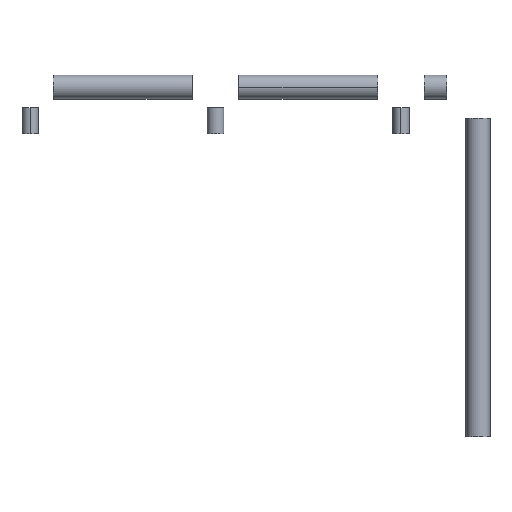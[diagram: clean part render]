
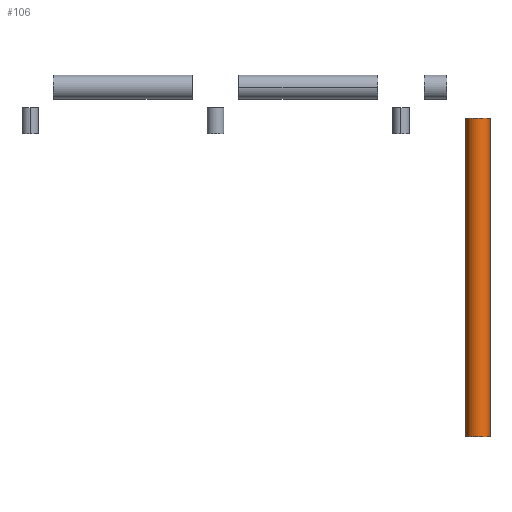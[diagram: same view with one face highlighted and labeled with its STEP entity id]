
A CAD part, top view. The second image highlights one B-rep face of the part: STEP entity #106.
In plain terms, the highlighted cylindrical face has radius 44.45 mm (diameter 88.9 mm), a partial arc.
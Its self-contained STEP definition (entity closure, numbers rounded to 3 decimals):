
#1 = ORIENTED_EDGE ( 'NONE', *, *, #741, .F. ) ;
#16 = VERTEX_POINT ( 'NONE', #550 ) ;
#17 = DIRECTION ( 'NONE',  ( 1., 0., 0. ) ) ;
#28 = VERTEX_POINT ( 'NONE', #1100 ) ;
#36 = EDGE_CURVE ( 'NONE', #871, #1066, #434, .T. ) ;
#106 = ADVANCED_FACE ( 'NONE', ( #1146 ), #1126, .T. ) ;
#114 = CARTESIAN_POINT ( 'NONE',  ( 970., -1293., 0. ) ) ;
#189 = DIRECTION ( 'NONE',  ( 0., 1., 0. ) ) ;
#233 = ORIENTED_EDGE ( 'NONE', *, *, #36, .T. ) ;
#247 = EDGE_CURVE ( 'NONE', #16, #871, #504, .T. ) ;
#291 = CARTESIAN_POINT ( 'NONE',  ( 970., -1293., 0. ) ) ;
#320 = ORIENTED_EDGE ( 'NONE', *, *, #247, .T. ) ;
#380 = CARTESIAN_POINT ( 'NONE',  ( 925.55, -1293., 0. ) ) ;
#407 = EDGE_LOOP ( 'NONE', ( #1, #320, #233, #756 ) ) ;
#417 = DIRECTION ( 'NONE',  ( 0., 1., 0. ) ) ;
#434 = CIRCLE ( 'NONE', #1195, 44.45 ) ;
#487 = VECTOR ( 'NONE', #559, 1000. ) ;
#492 = DIRECTION ( 'NONE',  ( 0., -1., 0. ) ) ;
#504 = LINE ( 'NONE', #689, #1079 ) ;
#537 = EDGE_CURVE ( 'NONE', #28, #1066, #1207, .T. ) ;
#550 = CARTESIAN_POINT ( 'NONE',  ( 1014.45, -1293., 0. ) ) ;
#559 = DIRECTION ( 'NONE',  ( 0., 1., 0. ) ) ;
#629 = DIRECTION ( 'NONE',  ( 0., -1., 0. ) ) ;
#640 = DIRECTION ( 'NONE',  ( 1., 0., 0. ) ) ;
#689 = CARTESIAN_POINT ( 'NONE',  ( 1014.45, -1293., 0. ) ) ;
#715 = AXIS2_PLACEMENT_3D ( 'NONE', #114, #492, #17 ) ;
#741 = EDGE_CURVE ( 'NONE', #16, #28, #1134, .T. ) ;
#756 = ORIENTED_EDGE ( 'NONE', *, *, #537, .F. ) ;
#871 = VERTEX_POINT ( 'NONE', #1188 ) ;
#1024 = CARTESIAN_POINT ( 'NONE',  ( 925.55, -114.5, 0. ) ) ;
#1066 = VERTEX_POINT ( 'NONE', #1024 ) ;
#1079 = VECTOR ( 'NONE', #417, 1000. ) ;
#1094 = CARTESIAN_POINT ( 'NONE',  ( 970., -114.5, 0. ) ) ;
#1100 = CARTESIAN_POINT ( 'NONE',  ( 925.55, -1293., 0. ) ) ;
#1126 = CYLINDRICAL_SURFACE ( 'NONE', #1177, 44.45 ) ;
#1130 = DIRECTION ( 'NONE',  ( -1., 0., 0. ) ) ;
#1134 = CIRCLE ( 'NONE', #715, 44.45 ) ;
#1146 = FACE_OUTER_BOUND ( 'NONE', #407, .T. ) ;
#1177 = AXIS2_PLACEMENT_3D ( 'NONE', #291, #189, #1130 ) ;
#1188 = CARTESIAN_POINT ( 'NONE',  ( 1014.45, -114.5, 0. ) ) ;
#1195 = AXIS2_PLACEMENT_3D ( 'NONE', #1094, #629, #640 ) ;
#1207 = LINE ( 'NONE', #380, #487 ) ;
